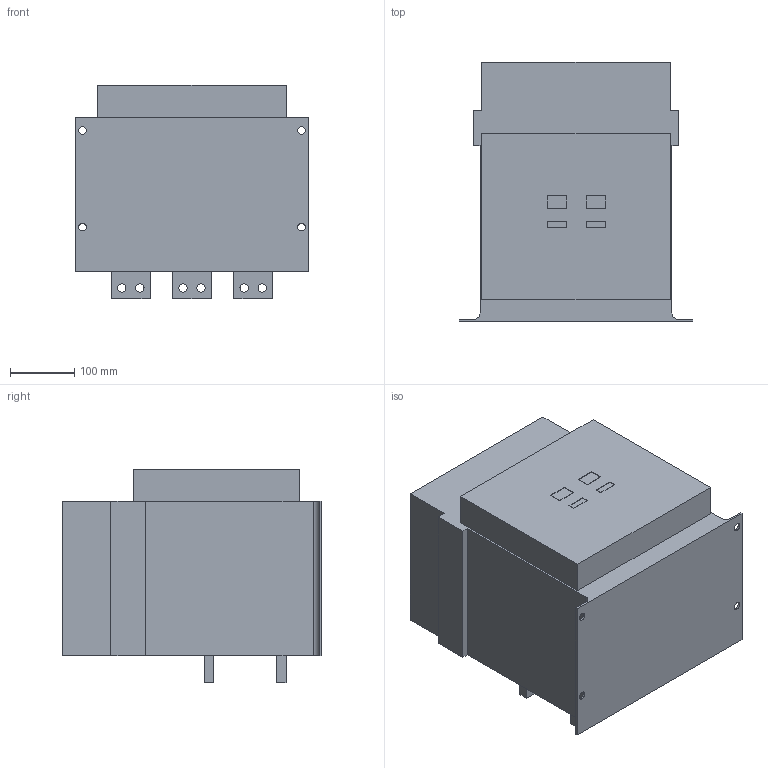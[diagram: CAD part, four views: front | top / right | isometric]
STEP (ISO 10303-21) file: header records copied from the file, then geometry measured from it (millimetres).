
FILE_DESCRIPTION((''),'2;1');
FILE_NAME('2000-3-FIX-800A-1600A','2019-04-26T',('hyha'),(''),'CREO PARAMETRIC BY PTC INC, 2015480','CREO PARAMETRIC BY PTC INC, 2015480','');
FILE_SCHEMA(('AUTOMOTIVE_DESIGN { 1 0 10303 214 1 1 1 1 }'));
Length unit declared in the file: millimetre
Products named in the file (1): 2000-3-FIX-800A-1600A
Bounding box: 362 x 402 x 332 mm (x, y, z)
Volume: 32925171.9 mm3; surface area: 712455 mm2
Topology: 1 solids, 1 shells, 107 faces, 282 edges, 188 vertices
Faces by surface type: plane 73, cylinder 34
Entity records: 3424 total; most frequent: CARTESIAN_POINT 579, DIRECTION 564, ORIENTED_EDGE 564, EDGE_CURVE 282, VECTOR 214, LINE 214, VERTEX_POINT 188, AXIS2_PLACEMENT_3D 175
